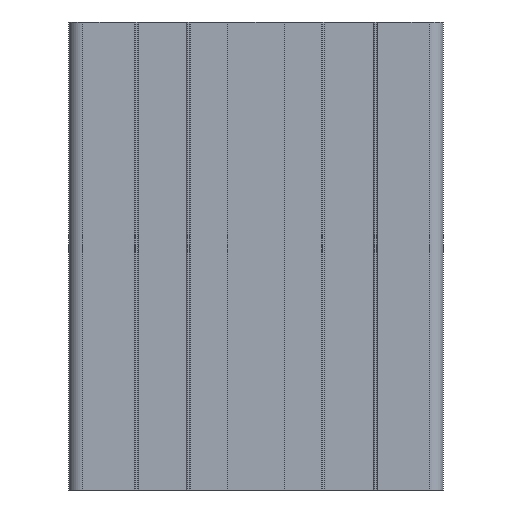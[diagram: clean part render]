
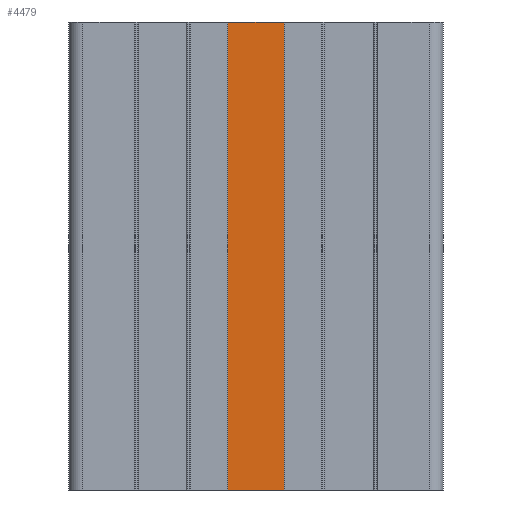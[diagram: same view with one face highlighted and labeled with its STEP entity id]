
A CAD part, front view. The second image highlights one B-rep face of the part: STEP entity #4479.
In plain terms, the highlighted planar face has unit normal (0, -1, 0).
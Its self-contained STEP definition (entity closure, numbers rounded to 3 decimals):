
#399=FACE_OUTER_BOUND('',#624,.T.);
#624=EDGE_LOOP('',(#3871,#3872,#3873,#3874));
#696=LINE('',#6167,#1240);
#1175=LINE('',#7302,#1719);
#1177=LINE('',#7306,#1721);
#1178=LINE('',#7308,#1722);
#1240=VECTOR('',#4950,10.);
#1719=VECTOR('',#5997,10.);
#1721=VECTOR('',#6001,10.);
#1722=VECTOR('',#6004,10.);
#1780=VERTEX_POINT('',#6164);
#1781=VERTEX_POINT('',#6166);
#2153=VERTEX_POINT('',#7300);
#2154=VERTEX_POINT('',#7304);
#2229=EDGE_CURVE('',#1780,#1781,#696,.T.);
#2797=EDGE_CURVE('',#2153,#1780,#1175,.T.);
#2799=EDGE_CURVE('',#1781,#2154,#1177,.T.);
#2800=EDGE_CURVE('',#2153,#2154,#1178,.T.);
#3871=ORIENTED_EDGE('',*,*,#2800,.T.);
#3872=ORIENTED_EDGE('',*,*,#2799,.F.);
#3873=ORIENTED_EDGE('',*,*,#2229,.F.);
#3874=ORIENTED_EDGE('',*,*,#2797,.F.);
#4263=PLANE('',#4819);
#4479=ADVANCED_FACE('',(#399),#4263,.F.);
#4819=AXIS2_PLACEMENT_3D('',#7307,#6002,#6003);
#4950=DIRECTION('',(-1.,0.,0.));
#5997=DIRECTION('',(0.,0.,-1.));
#6001=DIRECTION('',(0.,0.,1.));
#6002=DIRECTION('center_axis',(0.,1.,0.));
#6003=DIRECTION('ref_axis',(-1.,0.,0.));
#6004=DIRECTION('',(-1.,0.,0.));
#6164=CARTESIAN_POINT('',(6.,-19.,0.));
#6166=CARTESIAN_POINT('',(-6.,-19.,0.));
#6167=CARTESIAN_POINT('',(3.,-19.,0.));
#7300=CARTESIAN_POINT('',(6.,-19.,100.));
#7302=CARTESIAN_POINT('',(6.,-19.,0.));
#7304=CARTESIAN_POINT('',(-6.,-19.,100.));
#7306=CARTESIAN_POINT('',(-6.,-19.,0.));
#7307=CARTESIAN_POINT('Origin',(6.,-19.,0.));
#7308=CARTESIAN_POINT('',(3.,-19.,100.));
